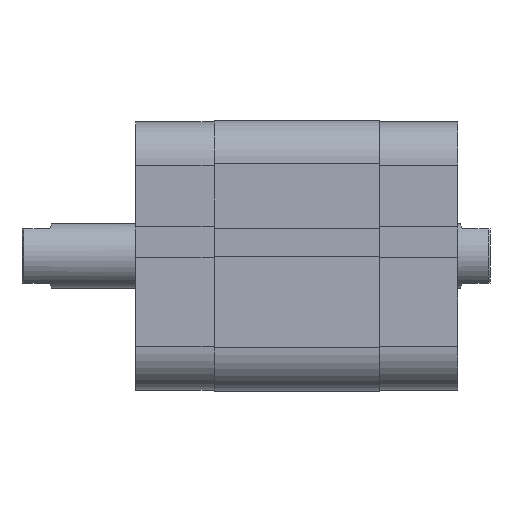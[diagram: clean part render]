
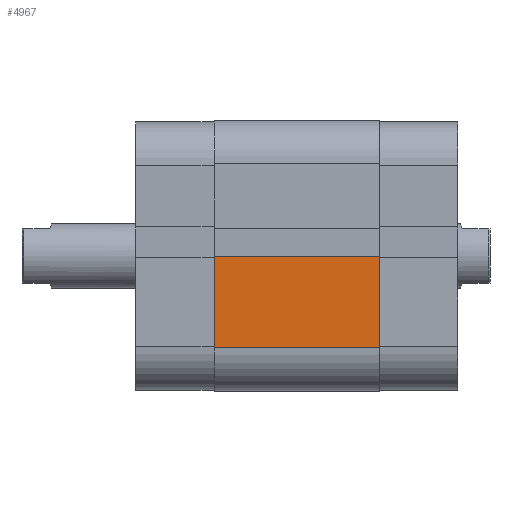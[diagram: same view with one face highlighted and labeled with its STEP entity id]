
A CAD part, top view. The second image highlights one B-rep face of the part: STEP entity #4967.
In plain terms, the highlighted face is planar.
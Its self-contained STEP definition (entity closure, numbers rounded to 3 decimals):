
#1923 = VERTEX_POINT ( 'NONE', #2389 ) ;
#1924 = VERTEX_POINT ( 'NONE', #2388 ) ;
#1925 = VERTEX_POINT ( 'NONE', #2387 ) ;
#1926 = VERTEX_POINT ( 'NONE', #2386 ) ;
#2386 = CARTESIAN_POINT ( 'NONE',  ( 0.1, -25., 0. ) ) ;
#2387 = CARTESIAN_POINT ( 'NONE',  ( 0.1, -25., 30.5 ) ) ;
#2388 = CARTESIAN_POINT ( 'NONE',  ( 17., -25., 0. ) ) ;
#2389 = CARTESIAN_POINT ( 'NONE',  ( 17., -25., 30.5 ) ) ;
#3184 = ORIENTED_EDGE ( 'NONE', *, *, #3526, .T. ) ;
#3186 = ORIENTED_EDGE ( 'NONE', *, *, #3530, .T. ) ;
#3192 = ORIENTED_EDGE ( 'NONE', *, *, #3529, .F. ) ;
#3237 = ORIENTED_EDGE ( 'NONE', *, *, #3522, .F. ) ;
#3358 = EDGE_LOOP ( 'NONE', ( #3186, #3192, #3237, #3184 ) ) ;
#3522 = EDGE_CURVE ( 'NONE', #1925, #1923, #6476, .T. ) ;
#3526 = EDGE_CURVE ( 'NONE', #1925, #1926, #6471, .T. ) ;
#3529 = EDGE_CURVE ( 'NONE', #1923, #1924, #6473, .T. ) ;
#3530 = EDGE_CURVE ( 'NONE', #1926, #1924, #6482, .T. ) ;
#3851 = AXIS2_PLACEMENT_3D ( 'NONE', #4081, #4087, #4088 ) ;
#4081 = CARTESIAN_POINT ( 'NONE',  ( 0., -25., 30.5 ) ) ;
#4087 = DIRECTION ( 'NONE',  ( 0., 1., 0. ) ) ;
#4088 = DIRECTION ( 'NONE',  ( -1., 0., 0. ) ) ;
#4967 = ADVANCED_FACE ( 'NONE', ( #6737 ), #6381, .F. ) ;
#5974 = CARTESIAN_POINT ( 'NONE',  ( 0., -25., 30.5 ) ) ;
#5975 = DIRECTION ( 'NONE',  ( 1., 0., 0. ) ) ;
#5982 = CARTESIAN_POINT ( 'NONE',  ( 0.1, -25., 30.5 ) ) ;
#5983 = DIRECTION ( 'NONE',  ( 0., 0., -1. ) ) ;
#5984 = CARTESIAN_POINT ( 'NONE',  ( 17., -25., 30.5 ) ) ;
#5988 = CARTESIAN_POINT ( 'NONE',  ( 0., -25., 0. ) ) ;
#5990 = DIRECTION ( 'NONE',  ( 0., 0., -1. ) ) ;
#5992 = DIRECTION ( 'NONE',  ( 1., 0., 0. ) ) ;
#6381 = PLANE ( 'NONE',  #3851 ) ;
#6467 = VECTOR ( 'NONE', #5983, 1000. ) ;
#6471 = LINE ( 'NONE', #5982, #6467 ) ;
#6473 = LINE ( 'NONE', #5984, #6489 ) ;
#6476 = LINE ( 'NONE', #5974, #6477 ) ;
#6477 = VECTOR ( 'NONE', #5975, 1000. ) ;
#6482 = LINE ( 'NONE', #5988, #6491 ) ;
#6489 = VECTOR ( 'NONE', #5990, 1000. ) ;
#6491 = VECTOR ( 'NONE', #5992, 1000. ) ;
#6737 = FACE_OUTER_BOUND ( 'NONE', #3358, .T. ) ;
